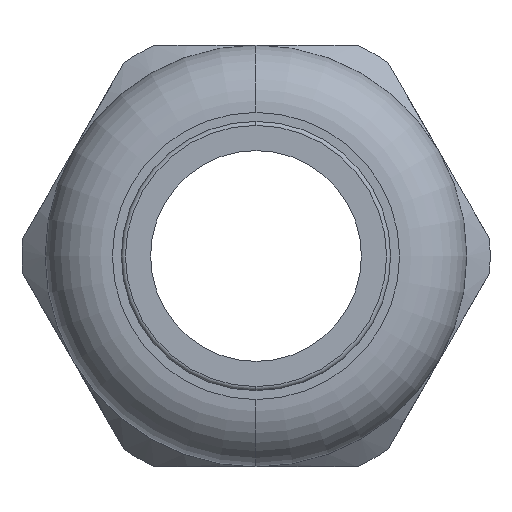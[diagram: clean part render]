
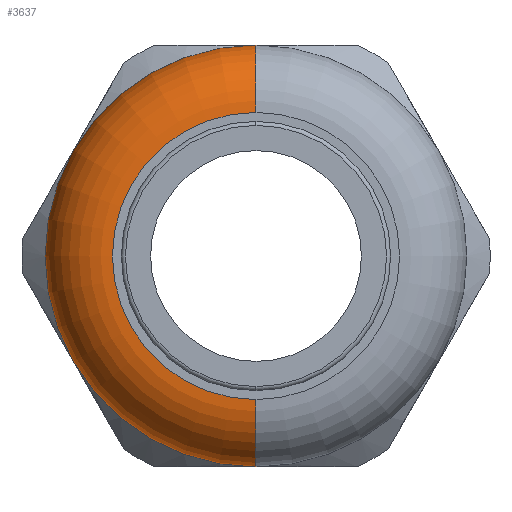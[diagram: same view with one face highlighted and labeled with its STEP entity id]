
A CAD part, left-side view. The second image highlights one B-rep face of the part: STEP entity #3637.
In plain terms, the highlighted toroidal (fillet/blend) face has major radius 8.128 mm and minor radius 3.81 mm.
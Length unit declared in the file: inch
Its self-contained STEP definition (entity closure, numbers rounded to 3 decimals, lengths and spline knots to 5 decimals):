
#2088 = CARTESIAN_POINT ( 'NONE',  ( -1.22, 0., -0.32 ) ) ;
#2089 = AXIS2_PLACEMENT_3D ( 'NONE', #2088, #2148, #2147 ) ;
#2090 = CIRCLE ( 'NONE', #2089, 0.15 ) ;
#2094 = CARTESIAN_POINT ( 'NONE',  ( -1.37, 0., -0.32 ) ) ;
#2123 = DIRECTION ( 'NONE',  ( 0., 0., 1. ) ) ;
#2124 = DIRECTION ( 'NONE',  ( -1., 0., 0. ) ) ;
#2125 = CARTESIAN_POINT ( 'NONE',  ( -1.37, 0., 0. ) ) ;
#2126 = AXIS2_PLACEMENT_3D ( 'NONE', #2125, #2124, #2123 ) ;
#2127 = CIRCLE ( 'NONE', #2126, 0.32 ) ;
#2134 = DIRECTION ( 'NONE',  ( 0., 0., -1. ) ) ;
#2135 = DIRECTION ( 'NONE',  ( 0., -1., 0. ) ) ;
#2136 = CARTESIAN_POINT ( 'NONE',  ( -1.22, 0., 0.32 ) ) ;
#2137 = AXIS2_PLACEMENT_3D ( 'NONE', #2136, #2135, #2134 ) ;
#2138 = CIRCLE ( 'NONE', #2137, 0.15 ) ;
#2140 = CARTESIAN_POINT ( 'NONE',  ( -1.37, 0., 0.32 ) ) ;
#2147 = DIRECTION ( 'NONE',  ( 0., 0., 1. ) ) ;
#2148 = DIRECTION ( 'NONE',  ( 0., 1., 0. ) ) ;
#2343 = DIRECTION ( 'NONE',  ( 0., 0., 1. ) ) ;
#2344 = DIRECTION ( 'NONE',  ( 1., 0., 0. ) ) ;
#2345 = CARTESIAN_POINT ( 'NONE',  ( -1.22, 0., 0. ) ) ;
#2346 = AXIS2_PLACEMENT_3D ( 'NONE', #2345, #2344, #2343 ) ;
#2347 = CIRCLE ( 'NONE', #2346, 0.47 ) ;
#2423 = CARTESIAN_POINT ( 'NONE',  ( -1.22, 0., 0.47 ) ) ;
#2424 = DIRECTION ( 'NONE',  ( 0., 0., 1. ) ) ;
#2425 = DIRECTION ( 'NONE',  ( -1., 0., 0. ) ) ;
#2426 = CARTESIAN_POINT ( 'NONE',  ( -1.22, 0., 0. ) ) ;
#2427 = AXIS2_PLACEMENT_3D ( 'NONE', #2426, #2425, #2424 ) ;
#2428 = TOROIDAL_SURFACE ( 'NONE', #2427, 0.32, 0.15 ) ;
#2429 = FACE_OUTER_BOUND ( 'NONE', #3636, .T. ) ;
#2435 = CARTESIAN_POINT ( 'NONE',  ( -1.22, 0., -0.47 ) ) ;
#3470 = ORIENTED_EDGE ( 'NONE', *, *, #3489, .F. ) ;
#3471 = VERTEX_POINT ( 'NONE', #2094 ) ;
#3472 = ORIENTED_EDGE ( 'NONE', *, *, #3478, .T. ) ;
#3478 = EDGE_CURVE ( 'NONE', #3633, #3471, #2090, .T. ) ;
#3484 = VERTEX_POINT ( 'NONE', #2140 ) ;
#3485 = ORIENTED_EDGE ( 'NONE', *, *, #3486, .F. ) ;
#3486 = EDGE_CURVE ( 'NONE', #3638, #3484, #2138, .T. ) ;
#3489 = EDGE_CURVE ( 'NONE', #3484, #3471, #2127, .T. ) ;
#3611 = EDGE_CURVE ( 'NONE', #3633, #3638, #2347, .T. ) ;
#3633 = VERTEX_POINT ( 'NONE', #2435 ) ;
#3635 = ORIENTED_EDGE ( 'NONE', *, *, #3611, .F. ) ;
#3636 = EDGE_LOOP ( 'NONE', ( #3635, #3472, #3470, #3485 ) ) ;
#3637 = ADVANCED_FACE ( 'NONE', ( #2429 ), #2428, .T. ) ;
#3638 = VERTEX_POINT ( 'NONE', #2423 ) ;
